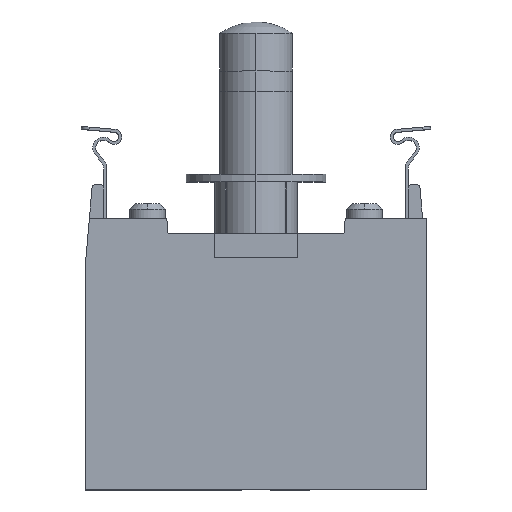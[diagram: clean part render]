
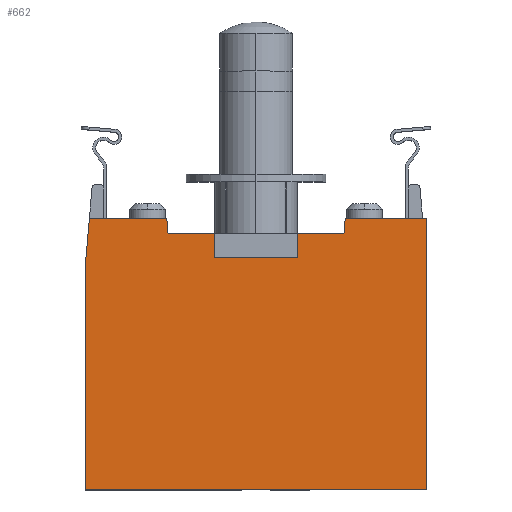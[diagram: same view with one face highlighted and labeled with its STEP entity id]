
A CAD part, top view. The second image highlights one B-rep face of the part: STEP entity #662.
In plain terms, the highlighted planar face has unit normal (0, 0, 1).
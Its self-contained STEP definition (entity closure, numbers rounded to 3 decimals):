
#7 = VECTOR ( 'NONE', #4363, 1000. ) ;
#117 = DIRECTION ( 'NONE',  ( -1., 0., 0. ) ) ;
#170 = DIRECTION ( 'NONE',  ( 1., 0., 0. ) ) ;
#175 = CARTESIAN_POINT ( 'NONE',  ( 22.6, -18., 9.9 ) ) ;
#191 = EDGE_CURVE ( 'NONE', #5417, #4975, #2095, .T. ) ;
#211 = CARTESIAN_POINT ( 'NONE',  ( -22.6, -18., 9.9 ) ) ;
#308 = CARTESIAN_POINT ( 'NONE',  ( 5.5, 12.8, 9.9 ) ) ;
#323 = LINE ( 'NONE', #4802, #1663 ) ;
#637 = VERTEX_POINT ( 'NONE', #2081 ) ;
#662 = ADVANCED_FACE ( 'NONE', ( #5901 ), #4638, .T. ) ;
#677 = CARTESIAN_POINT ( 'NONE',  ( -11.65, 16., 9.9 ) ) ;
#723 = DIRECTION ( 'NONE',  ( 0., -1., 0. ) ) ;
#749 = EDGE_CURVE ( 'NONE', #1979, #2797, #3033, .T. ) ;
#793 = CARTESIAN_POINT ( 'NONE',  ( -5.5, 12.8, 9.9 ) ) ;
#800 = DIRECTION ( 'NONE',  ( 0.087, -0.996, 0. ) ) ;
#829 = VERTEX_POINT ( 'NONE', #793 ) ;
#922 = ORIENTED_EDGE ( 'NONE', *, *, #2997, .F. ) ;
#936 = LINE ( 'NONE', #6587, #5879 ) ;
#987 = DIRECTION ( 'NONE',  ( 1., 0., 0. ) ) ;
#1250 = DIRECTION ( 'NONE',  ( -1., 0., 0. ) ) ;
#1305 = VECTOR ( 'NONE', #117, 1000. ) ;
#1322 = CARTESIAN_POINT ( 'NONE',  ( -11.825, 18., 9.9 ) ) ;
#1468 = CARTESIAN_POINT ( 'NONE',  ( -11.65, 16., 9.9 ) ) ;
#1513 = VECTOR ( 'NONE', #5762, 1000. ) ;
#1517 = LINE ( 'NONE', #1468, #2559 ) ;
#1535 = ORIENTED_EDGE ( 'NONE', *, *, #5886, .F. ) ;
#1663 = VECTOR ( 'NONE', #1250, 1000. ) ;
#1664 = EDGE_CURVE ( 'NONE', #637, #5796, #1517, .T. ) ;
#1669 = LINE ( 'NONE', #2223, #1833 ) ;
#1833 = VECTOR ( 'NONE', #5770, 1000. ) ;
#1874 = EDGE_CURVE ( 'NONE', #5796, #5268, #1669, .T. ) ;
#1935 = EDGE_CURVE ( 'NONE', #829, #4087, #5409, .T. ) ;
#1954 = ORIENTED_EDGE ( 'NONE', *, *, #1935, .F. ) ;
#1979 = VERTEX_POINT ( 'NONE', #4340 ) ;
#2081 = CARTESIAN_POINT ( 'NONE',  ( 5.5, 16., 9.9 ) ) ;
#2095 = LINE ( 'NONE', #211, #3282 ) ;
#2107 = DIRECTION ( 'NONE',  ( 1., 0., 0. ) ) ;
#2156 = CARTESIAN_POINT ( 'NONE',  ( 22.6, 18., 9.9 ) ) ;
#2172 = VECTOR ( 'NONE', #800, 1000. ) ;
#2215 = CARTESIAN_POINT ( 'NONE',  ( 11.825, 18., 9.9 ) ) ;
#2223 = CARTESIAN_POINT ( 'NONE',  ( 11.65, 16., 9.9 ) ) ;
#2291 = VERTEX_POINT ( 'NONE', #677 ) ;
#2309 = VECTOR ( 'NONE', #4046, 1000. ) ;
#2355 = EDGE_CURVE ( 'NONE', #5055, #2504, #323, .T. ) ;
#2504 = VERTEX_POINT ( 'NONE', #4352 ) ;
#2559 = VECTOR ( 'NONE', #987, 1000. ) ;
#2797 = VERTEX_POINT ( 'NONE', #4880 ) ;
#2997 = EDGE_CURVE ( 'NONE', #2291, #3955, #4689, .T. ) ;
#3033 = LINE ( 'NONE', #175, #1513 ) ;
#3140 = EDGE_CURVE ( 'NONE', #3955, #829, #4044, .T. ) ;
#3282 = VECTOR ( 'NONE', #723, 1000. ) ;
#3380 = EDGE_CURVE ( 'NONE', #4975, #1979, #4366, .T. ) ;
#3477 = VECTOR ( 'NONE', #6337, 1000. ) ;
#3537 = CARTESIAN_POINT ( 'NONE',  ( -22.6, -18., 9.9 ) ) ;
#3610 = CARTESIAN_POINT ( 'NONE',  ( -11.825, 18., 9.9 ) ) ;
#3650 = ORIENTED_EDGE ( 'NONE', *, *, #2355, .T. ) ;
#3664 = ORIENTED_EDGE ( 'NONE', *, *, #6201, .F. ) ;
#3745 = CARTESIAN_POINT ( 'NONE',  ( -5.5, 16., 9.9 ) ) ;
#3755 = DIRECTION ( 'NONE',  ( 1., 0., 0. ) ) ;
#3852 = CARTESIAN_POINT ( 'NONE',  ( -5.5, 16., 9.9 ) ) ;
#3955 = VERTEX_POINT ( 'NONE', #3745 ) ;
#4001 = LINE ( 'NONE', #2156, #1305 ) ;
#4004 = ORIENTED_EDGE ( 'NONE', *, *, #749, .T. ) ;
#4044 = LINE ( 'NONE', #3852, #7 ) ;
#4046 = DIRECTION ( 'NONE',  ( 1., 0., 0. ) ) ;
#4087 = VERTEX_POINT ( 'NONE', #308 ) ;
#4118 = CARTESIAN_POINT ( 'NONE',  ( 0., 0., 9.9 ) ) ;
#4340 = CARTESIAN_POINT ( 'NONE',  ( 22.6, -18., 9.9 ) ) ;
#4352 = CARTESIAN_POINT ( 'NONE',  ( -22.075, 18., 9.9 ) ) ;
#4363 = DIRECTION ( 'NONE',  ( 0., -1., 0. ) ) ;
#4366 = LINE ( 'NONE', #5735, #5544 ) ;
#4567 = CARTESIAN_POINT ( 'NONE',  ( -11.65, 16., 9.9 ) ) ;
#4638 = PLANE ( 'NONE',  #4696 ) ;
#4649 = ORIENTED_EDGE ( 'NONE', *, *, #4807, .T. ) ;
#4689 = LINE ( 'NONE', #4567, #2309 ) ;
#4696 = AXIS2_PLACEMENT_3D ( 'NONE', #4118, #5145, #2107 ) ;
#4751 = ORIENTED_EDGE ( 'NONE', *, *, #5382, .F. ) ;
#4797 = CARTESIAN_POINT ( 'NONE',  ( -5.5, 12.8, 9.9 ) ) ;
#4802 = CARTESIAN_POINT ( 'NONE',  ( 22.6, 18., 9.9 ) ) ;
#4807 = EDGE_CURVE ( 'NONE', #2797, #5268, #4001, .T. ) ;
#4824 = LINE ( 'NONE', #5819, #3477 ) ;
#4880 = CARTESIAN_POINT ( 'NONE',  ( 22.6, 18., 9.9 ) ) ;
#4975 = VERTEX_POINT ( 'NONE', #3537 ) ;
#5026 = ORIENTED_EDGE ( 'NONE', *, *, #1664, .F. ) ;
#5055 = VERTEX_POINT ( 'NONE', #3610 ) ;
#5145 = DIRECTION ( 'NONE',  ( 0., 0., 1. ) ) ;
#5250 = VECTOR ( 'NONE', #3755, 1000. ) ;
#5268 = VERTEX_POINT ( 'NONE', #2215 ) ;
#5317 = ORIENTED_EDGE ( 'NONE', *, *, #3140, .F. ) ;
#5382 = EDGE_CURVE ( 'NONE', #5055, #2291, #6234, .T. ) ;
#5393 = ORIENTED_EDGE ( 'NONE', *, *, #1874, .F. ) ;
#5409 = LINE ( 'NONE', #4797, #5250 ) ;
#5417 = VERTEX_POINT ( 'NONE', #6420 ) ;
#5430 = EDGE_LOOP ( 'NONE', ( #5317, #922, #4751, #3650, #1535, #6115, #6330, #4004, #4649, #5393, #5026, #3664, #1954 ) ) ;
#5544 = VECTOR ( 'NONE', #170, 1000. ) ;
#5735 = CARTESIAN_POINT ( 'NONE',  ( 22.6, -18., 9.9 ) ) ;
#5762 = DIRECTION ( 'NONE',  ( 0., 1., 0. ) ) ;
#5770 = DIRECTION ( 'NONE',  ( 0.087, 0.996, 0. ) ) ;
#5796 = VERTEX_POINT ( 'NONE', #5978 ) ;
#5819 = CARTESIAN_POINT ( 'NONE',  ( 5.5, 16., 9.9 ) ) ;
#5879 = VECTOR ( 'NONE', #6098, 1000. ) ;
#5886 = EDGE_CURVE ( 'NONE', #5417, #2504, #936, .T. ) ;
#5901 = FACE_OUTER_BOUND ( 'NONE', #5430, .T. ) ;
#5978 = CARTESIAN_POINT ( 'NONE',  ( 11.65, 16., 9.9 ) ) ;
#6098 = DIRECTION ( 'NONE',  ( 0.087, 0.996, 0. ) ) ;
#6115 = ORIENTED_EDGE ( 'NONE', *, *, #191, .T. ) ;
#6201 = EDGE_CURVE ( 'NONE', #4087, #637, #4824, .T. ) ;
#6234 = LINE ( 'NONE', #1322, #2172 ) ;
#6330 = ORIENTED_EDGE ( 'NONE', *, *, #3380, .T. ) ;
#6337 = DIRECTION ( 'NONE',  ( 0., 1., 0. ) ) ;
#6420 = CARTESIAN_POINT ( 'NONE',  ( -22.6, 12., 9.9 ) ) ;
#6587 = CARTESIAN_POINT ( 'NONE',  ( -22.6, 12., 9.9 ) ) ;
